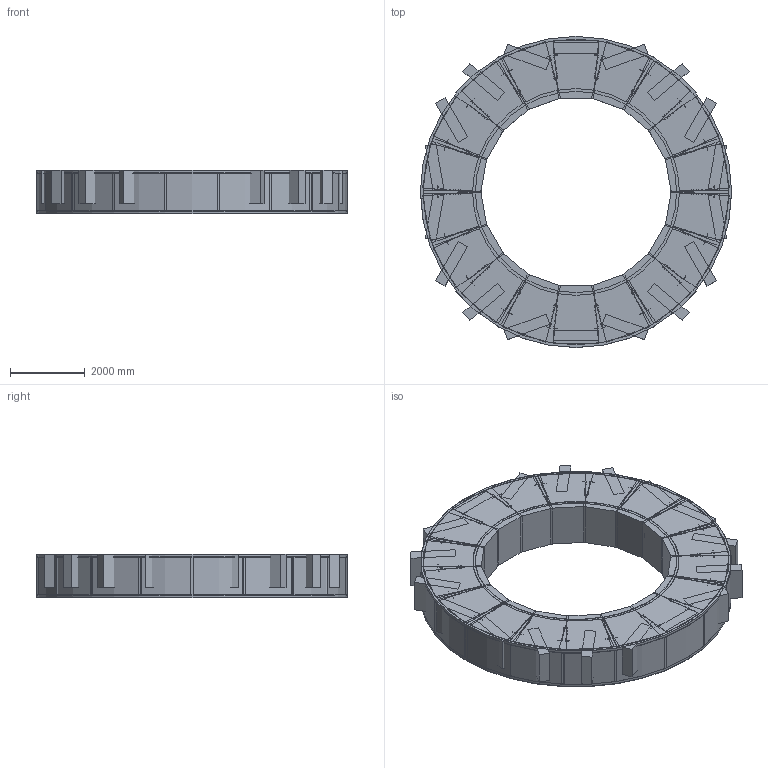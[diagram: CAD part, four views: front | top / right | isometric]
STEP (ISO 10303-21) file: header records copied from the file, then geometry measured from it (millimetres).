
FILE_DESCRIPTION(('FreeCAD Model'),'2;1');
FILE_NAME('BFMO.step','2020-09-30T12:19:30',('Author'),(''), 'Open CASCADE STEP processor 7.4','FreeCAD','Unknown');
FILE_SCHEMA(('AUTOMOTIVE_DESIGN { 1 0 10303 214 1 1 1 1 }'));
Length unit declared in the file: millimetre
Products named in the file (103): BFMO; GDMLTube_BFMO0x1; BFTRD; GDMLTrd_BFTRD0x1; UTC30x48; GDMLBox_UTC30x49; UTC40x24; GDMLBox_TGeoBBox0x505; UTC30x50; GDMLBox_UTC30x51; UTC40x25; GDMLBox_TGeoBBox0x506; UTC30x52; GDMLBox_UTC30x53; UTC40x26; GDMLBox_TGeoBBox0x507; UTC30x54; GDMLBox_UTC30x55; UTC40x27; GDMLBox_TGeoBBox0x508; UTC30x56; GDMLBox_UTC30x57; UTC40x28; GDMLBox_TGeoBBox0x509; UTC30x58; GDMLBox_UTC30x59; UTC40x29; GDMLBox_TGeoBBox0x510; UTC30x60; GDMLBox_UTC30x61; UTC40x30; GDMLBox_TGeoBBox0x511; UTC30x62; GDMLBox_UTC30x63; UTC40x31; GDMLBox_TGeoBBox0x512; UTC30x64; GDMLBox_UTC30x65; UTC40x32; GDMLBox_TGeoBBox0x513 ...
Assembly tree (192 placements, depth 5):
  BFMO
    GDMLTube_BFMO0x1
    BFTRD  x18
      GDMLTrd_BFTRD0x1
      UTC30x48
        GDMLBox_UTC30x49
        UTC40x24
          GDMLBox_TGeoBBox0x505
      UTC30x50
        GDMLBox_UTC30x51
        UTC40x25
          GDMLBox_TGeoBBox0x506
      UTC30x52
        GDMLBox_UTC30x53
        UTC40x26
          GDMLBox_TGeoBBox0x507
      UTC30x54
        GDMLBox_UTC30x55
        UTC40x27
          GDMLBox_TGeoBBox0x508
      UTC30x56
        GDMLBox_UTC30x57
        UTC40x28
          GDMLBox_TGeoBBox0x509
      UTC30x58
        GDMLBox_UTC30x59
        UTC40x29
          GDMLBox_TGeoBBox0x510
      UTC30x60
        GDMLBox_UTC30x61
        UTC40x30
          GDMLBox_TGeoBBox0x511
      UTC30x62
        GDMLBox_UTC30x63
        UTC40x31
          GDMLBox_TGeoBBox0x512
      UTC30x64
        GDMLBox_UTC30x65
        UTC40x32
          GDMLBox_TGeoBBox0x513
      UTC30x66
        GDMLBox_UTC30x67
        UTC40x33
          GDMLBox_TGeoBBox0x514
      UTC30x68
        GDMLBox_UTC30x69
        UTC40x34
          GDMLBox_TGeoBBox0x515
      UTC30x70
        GDMLBox_UTC30x71
        UTC40x35
          GDMLBox_TGeoBBox0x516
      UTP30x48
        GDMLBox_UTP30x49
      UTP30x50
        GDMLBox_UTP30x51
      UTP30x52
        GDMLBox_UTP30x53
      UTP30x54
        GDMLBox_UTP30x55
Bounding box: 8350 x 8350 x 1180 mm (x, y, z)
Volume: 80618182211.5 mm3; surface area: 444306489.6 mm2
Topology: 805 solids, 805 shells, 4812 faces, 9606 edges, 6404 vertices
Faces by surface type: plane 4794, cylinder 18
Full cylindrical faces by diameter (mm): 5400 x3, 5412 x2, 5538 x2, 5550 x2, 8202 x2, 8214 x2, 8338 x2, 8350 x3
Entity records: 17663 total; most frequent: DIRECTION 2690, CARTESIAN_POINT 2579, LINE 1664, VECTOR 1664, ORIENTED_EDGE 1140, PCURVE 1140, DEFINITIONAL_REPRESENTATION 1140, EDGE_CURVE 570
